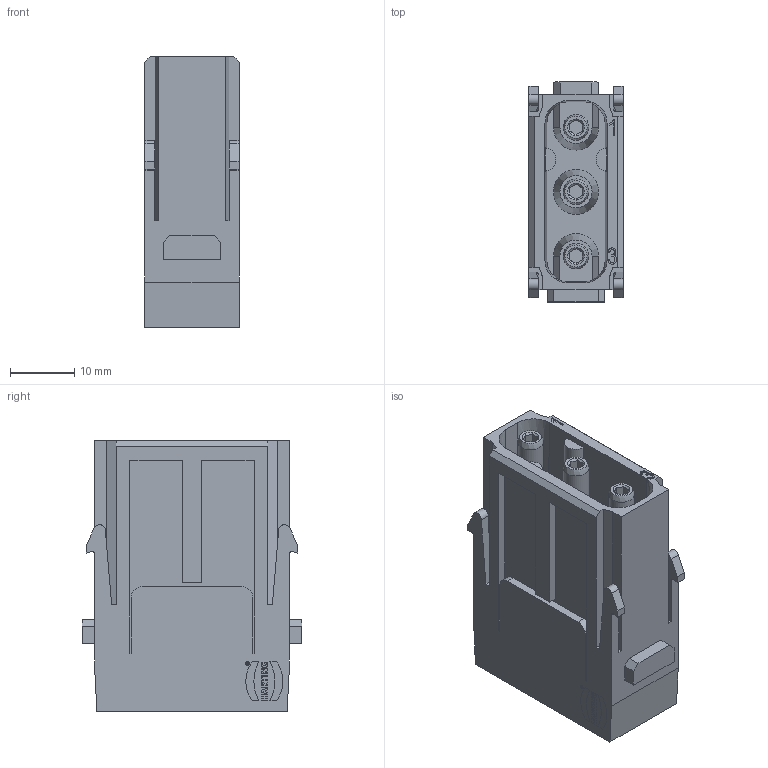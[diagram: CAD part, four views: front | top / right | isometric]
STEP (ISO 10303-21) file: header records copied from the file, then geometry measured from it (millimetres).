
FILE_DESCRIPTION(/* description */ (''),/* implementation_level */ '2;1');
FILE_NAME(/* name */ '100111300ugm000_e.stp',/* time_stamp */ '2019-06-12T11:16:05+02:00',/* author */ (''),/* organization */ (''),/* preprocessor_version */ 'ST-DEVELOPER v16.7',/* originating_system */ 'SIEMENS PLM Software NX 12.0',/* authorisation */ '');
FILE_SCHEMA (('AUTOMOTIVE_DESIGN { 1 0 10303 214 3 1 1 1 }'));
Length unit declared in the file: millimetre
Products named in the file (1): 100111300ugm000_e
Bounding box: 14.65 x 34.2 x 42 mm (x, y, z)
Volume: 12638.7 mm3; surface area: 8624.2 mm2
Topology: 1 solids, 1 shells, 324 faces, 1018 edges, 811 vertices
Faces by surface type: plane 186, extrusion 62, cylinder 41, cone 25, bspline 10
Full cylindrical faces by diameter (mm): 3.92 x3, 3.97 x3, 6.25 x3
Entity records: 12526 total; most frequent: CARTESIAN_POINT 3232, ORIENTED_EDGE 1764, DIRECTION 1514, EDGE_CURVE 882, VECTOR 684, VERTEX_POINT 625, LINE 622, AXIS2_PLACEMENT_3D 415
